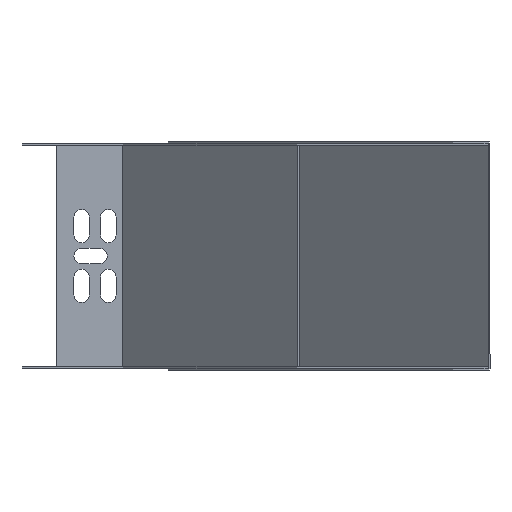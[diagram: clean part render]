
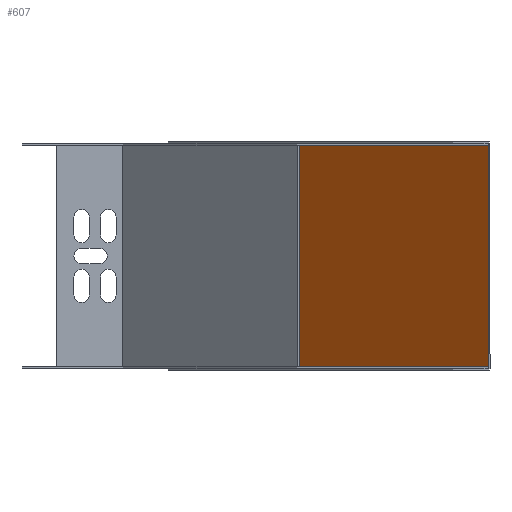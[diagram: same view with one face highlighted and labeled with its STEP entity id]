
A CAD part, front view. The second image highlights one B-rep face of the part: STEP entity #607.
In plain terms, the highlighted planar face has unit normal (-0.707, -0.707, 0).
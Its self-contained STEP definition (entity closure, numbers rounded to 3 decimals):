
#607 = ADVANCED_FACE ( 'NONE', ( #1709 ), #741, .T. ) ;
#681 = DIRECTION ( 'NONE',  ( -0.707, -0.707, 0. ) ) ;
#696 = DIRECTION ( 'NONE',  ( 0.707, -0.707, 0. ) ) ;
#741 = PLANE ( 'NONE',  #1199 ) ;
#771 = CARTESIAN_POINT ( 'NONE',  ( -14.624, 85.777, 70.029 ) ) ;
#1005 = CARTESIAN_POINT ( 'NONE',  ( -14.624, 85.777, 171.629 ) ) ;
#1037 = CARTESIAN_POINT ( 'NONE',  ( 114.07, -42.916, 70.029 ) ) ;
#1122 = DIRECTION ( 'NONE',  ( 0.707, -0.707, 0. ) ) ;
#1199 = AXIS2_PLACEMENT_3D ( 'NONE', #1037, #681, #696 ) ;
#1709 = FACE_OUTER_BOUND ( 'NONE', #2692, .T. ) ;
#1724 = VECTOR ( 'NONE', #1977, 1000. ) ;
#1732 = LINE ( 'NONE', #3387, #1724 ) ;
#1781 = VECTOR ( 'NONE', #7054, 1000. ) ;
#1810 = DIRECTION ( 'NONE',  ( 0., 0., 1. ) ) ;
#1817 = VECTOR ( 'NONE', #1122, 1000. ) ;
#1821 = CARTESIAN_POINT ( 'NONE',  ( -14.624, 85.777, 171.629 ) ) ;
#1822 = LINE ( 'NONE', #2163, #1817 ) ;
#1845 = LINE ( 'NONE', #4910, #1781 ) ;
#1977 = DIRECTION ( 'NONE',  ( -0.707, 0.707, 0. ) ) ;
#2062 = ORIENTED_EDGE ( 'NONE', *, *, #6192, .F. ) ;
#2163 = CARTESIAN_POINT ( 'NONE',  ( -14.624, 85.777, 171.629 ) ) ;
#2692 = EDGE_LOOP ( 'NONE', ( #2062, #5564, #4206, #5549 ) ) ;
#3177 = EDGE_CURVE ( 'NONE', #4753, #5125, #6228, .T. ) ;
#3387 = CARTESIAN_POINT ( 'NONE',  ( 114.07, -42.916, 70.029 ) ) ;
#4206 = ORIENTED_EDGE ( 'NONE', *, *, #6124, .F. ) ;
#4713 = CARTESIAN_POINT ( 'NONE',  ( 114.07, -42.916, 70.029 ) ) ;
#4753 = VERTEX_POINT ( 'NONE', #771 ) ;
#4826 = VERTEX_POINT ( 'NONE', #6828 ) ;
#4910 = CARTESIAN_POINT ( 'NONE',  ( 114.07, -42.916, 171.629 ) ) ;
#5125 = VERTEX_POINT ( 'NONE', #1005 ) ;
#5549 = ORIENTED_EDGE ( 'NONE', *, *, #3177, .F. ) ;
#5564 = ORIENTED_EDGE ( 'NONE', *, *, #6154, .F. ) ;
#5830 = VERTEX_POINT ( 'NONE', #4713 ) ;
#6124 = EDGE_CURVE ( 'NONE', #5125, #4826, #1822, .T. ) ;
#6154 = EDGE_CURVE ( 'NONE', #4826, #5830, #1845, .T. ) ;
#6192 = EDGE_CURVE ( 'NONE', #5830, #4753, #1732, .T. ) ;
#6223 = VECTOR ( 'NONE', #1810, 1000. ) ;
#6228 = LINE ( 'NONE', #1821, #6223 ) ;
#6828 = CARTESIAN_POINT ( 'NONE',  ( 114.07, -42.916, 171.629 ) ) ;
#7054 = DIRECTION ( 'NONE',  ( 0., 0., -1. ) ) ;
